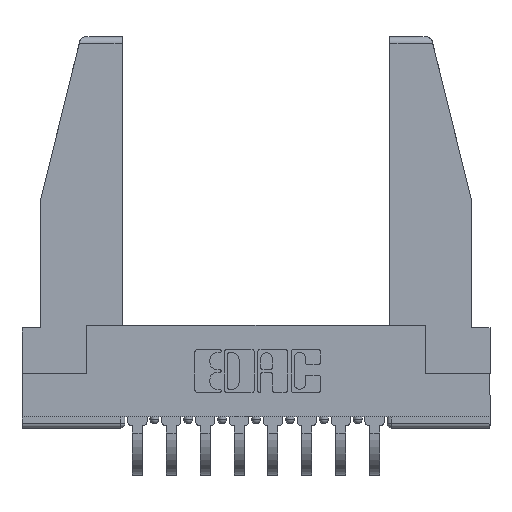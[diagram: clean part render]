
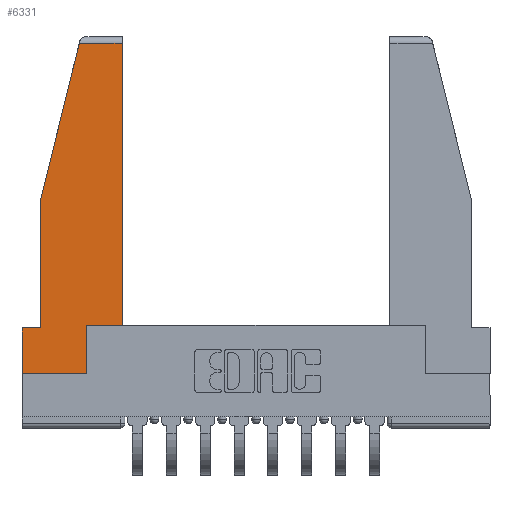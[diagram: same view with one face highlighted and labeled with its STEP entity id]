
A CAD part, top view. The second image highlights one B-rep face of the part: STEP entity #6331.
In plain terms, the highlighted planar face has unit normal (0, 0, 1).
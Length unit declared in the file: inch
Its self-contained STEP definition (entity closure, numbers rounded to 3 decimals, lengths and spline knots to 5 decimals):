
#52 = EDGE_CURVE ( 'NONE', #1692, #884, #13873, .T. ) ;
#69 = EDGE_CURVE ( 'NONE', #8323, #1692, #2216, .T. ) ;
#394 = LINE ( 'NONE', #9543, #11893 ) ;
#884 = VERTEX_POINT ( 'NONE', #2559 ) ;
#1037 = EDGE_CURVE ( 'NONE', #884, #2483, #1634, .T. ) ;
#1634 = LINE ( 'NONE', #7316, #12548 ) ;
#1635 = CARTESIAN_POINT ( 'NONE',  ( 0.086, 0.8, 0. ) ) ;
#1692 = VERTEX_POINT ( 'NONE', #4730 ) ;
#2182 = LINE ( 'NONE', #4415, #7907 ) ;
#2216 = LINE ( 'NONE', #15114, #11356 ) ;
#2242 = ORIENTED_EDGE ( 'NONE', *, *, #6948, .T. ) ;
#2271 = CARTESIAN_POINT ( 'NONE',  ( 0., 0., 0. ) ) ;
#2393 = CARTESIAN_POINT ( 'NONE',  ( 0., 0.21, 0. ) ) ;
#2483 = VERTEX_POINT ( 'NONE', #12889 ) ;
#2559 = CARTESIAN_POINT ( 'NONE',  ( 0.297, 0.223, 0. ) ) ;
#2784 = CARTESIAN_POINT ( 'NONE',  ( 0.086, 0.8, 0. ) ) ;
#2822 = VERTEX_POINT ( 'NONE', #3544 ) ;
#2900 = VECTOR ( 'NONE', #7472, 39.37008 ) ;
#3338 = EDGE_CURVE ( 'NONE', #8249, #7851, #11622, .T. ) ;
#3467 = ORIENTED_EDGE ( 'NONE', *, *, #8307, .T. ) ;
#3504 = EDGE_LOOP ( 'NONE', ( #10393, #14751, #9568, #3467, #13600, #2242, #4842, #13492, #6133 ) ) ;
#3544 = CARTESIAN_POINT ( 'NONE',  ( 0., 0.21, 0. ) ) ;
#3613 = DIRECTION ( 'NONE',  ( 1., 0., 0. ) ) ;
#3967 = LINE ( 'NONE', #6180, #9130 ) ;
#3975 = EDGE_CURVE ( 'NONE', #11800, #2822, #3967, .T. ) ;
#4350 = DIRECTION ( 'NONE',  ( -0.239, -0.971, 0. ) ) ;
#4415 = CARTESIAN_POINT ( 'NONE',  ( 0.271, 1.55, 0. ) ) ;
#4574 = FACE_OUTER_BOUND ( 'NONE', #3504, .T. ) ;
#4586 = DIRECTION ( 'NONE',  ( -1., 0., 0. ) ) ;
#4709 = EDGE_CURVE ( 'NONE', #2483, #8249, #394, .T. ) ;
#4730 = CARTESIAN_POINT ( 'NONE',  ( 0.297, 0., 0. ) ) ;
#4842 = ORIENTED_EDGE ( 'NONE', *, *, #69, .T. ) ;
#5049 = DIRECTION ( 'NONE',  ( 0., 1., 0. ) ) ;
#5072 = CARTESIAN_POINT ( 'NONE',  ( 0.461, 1.52, 0. ) ) ;
#5439 = LINE ( 'NONE', #2784, #2900 ) ;
#6133 = ORIENTED_EDGE ( 'NONE', *, *, #1037, .T. ) ;
#6180 = CARTESIAN_POINT ( 'NONE',  ( 0., 0.21, 0. ) ) ;
#6331 = ADVANCED_FACE ( 'NONE', ( #4574 ), #6599, .T. ) ;
#6599 = PLANE ( 'NONE',  #13669 ) ;
#6948 = EDGE_CURVE ( 'NONE', #2822, #8323, #12966, .T. ) ;
#7074 = DIRECTION ( 'NONE',  ( 0., -1., 0. ) ) ;
#7316 = CARTESIAN_POINT ( 'NONE',  ( 0.297, 0.223, 0. ) ) ;
#7472 = DIRECTION ( 'NONE',  ( 0., -1., 0. ) ) ;
#7550 = CARTESIAN_POINT ( 'NONE',  ( 0., 0., 0. ) ) ;
#7851 = VERTEX_POINT ( 'NONE', #14528 ) ;
#7907 = VECTOR ( 'NONE', #4350, 39.37008 ) ;
#8000 = DIRECTION ( 'NONE',  ( 0., 1., 0. ) ) ;
#8249 = VERTEX_POINT ( 'NONE', #5072 ) ;
#8307 = EDGE_CURVE ( 'NONE', #11331, #11800, #5439, .T. ) ;
#8323 = VERTEX_POINT ( 'NONE', #7550 ) ;
#9130 = VECTOR ( 'NONE', #13234, 39.37008 ) ;
#9543 = CARTESIAN_POINT ( 'NONE',  ( 0.461, 0.223, 0. ) ) ;
#9568 = ORIENTED_EDGE ( 'NONE', *, *, #10574, .T. ) ;
#9861 = VECTOR ( 'NONE', #8000, 39.37008 ) ;
#10393 = ORIENTED_EDGE ( 'NONE', *, *, #4709, .T. ) ;
#10574 = EDGE_CURVE ( 'NONE', #7851, #11331, #2182, .T. ) ;
#11331 = VERTEX_POINT ( 'NONE', #1635 ) ;
#11356 = VECTOR ( 'NONE', #3613, 39.37008 ) ;
#11622 = LINE ( 'NONE', #15177, #14551 ) ;
#11800 = VERTEX_POINT ( 'NONE', #12408 ) ;
#11893 = VECTOR ( 'NONE', #5049, 39.37008 ) ;
#12244 = VECTOR ( 'NONE', #7074, 39.37008 ) ;
#12408 = CARTESIAN_POINT ( 'NONE',  ( 0.086, 0.21, 0. ) ) ;
#12548 = VECTOR ( 'NONE', #13353, 39.37008 ) ;
#12765 = DIRECTION ( 'NONE',  ( 1., 0., 0. ) ) ;
#12870 = CARTESIAN_POINT ( 'NONE',  ( 0.297, 0., 0. ) ) ;
#12889 = CARTESIAN_POINT ( 'NONE',  ( 0.461, 0.223, 0. ) ) ;
#12966 = LINE ( 'NONE', #2393, #12244 ) ;
#13234 = DIRECTION ( 'NONE',  ( -1., 0., 0. ) ) ;
#13353 = DIRECTION ( 'NONE',  ( 1., 0., 0. ) ) ;
#13492 = ORIENTED_EDGE ( 'NONE', *, *, #52, .T. ) ;
#13600 = ORIENTED_EDGE ( 'NONE', *, *, #3975, .T. ) ;
#13669 = AXIS2_PLACEMENT_3D ( 'NONE', #2271, #13924, #12765 ) ;
#13873 = LINE ( 'NONE', #12870, #9861 ) ;
#13924 = DIRECTION ( 'NONE',  ( 0., 0., 1. ) ) ;
#14528 = CARTESIAN_POINT ( 'NONE',  ( 0.2636, 1.52, 0. ) ) ;
#14551 = VECTOR ( 'NONE', #4586, 39.37008 ) ;
#14751 = ORIENTED_EDGE ( 'NONE', *, *, #3338, .T. ) ;
#15114 = CARTESIAN_POINT ( 'NONE',  ( 0., 0., 0. ) ) ;
#15177 = CARTESIAN_POINT ( 'NONE',  ( 0., 1.52, 0. ) ) ;
